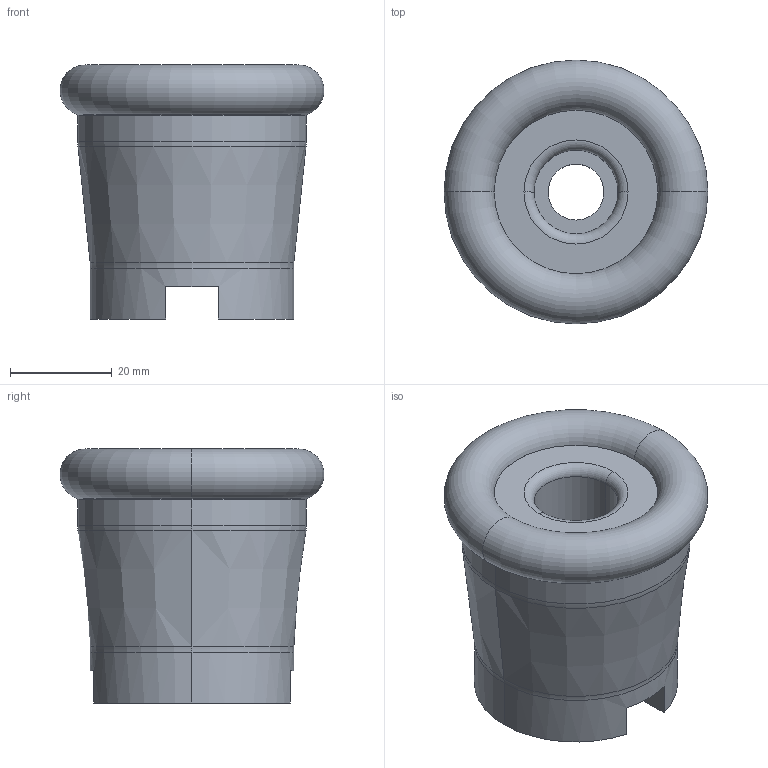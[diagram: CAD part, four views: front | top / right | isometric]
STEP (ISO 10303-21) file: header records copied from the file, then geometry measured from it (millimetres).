
FILE_DESCRIPTION (( 'STEP AP203' ), '1' );
FILE_NAME ('S808W 052 50 05 10-.STEP', '2019-04-04T09:16:18', ( '' ), ( '' ), 'SwSTEP 2.0', 'SolidWorks 2018', '' );
FILE_SCHEMA (( 'CONFIG_CONTROL_DESIGN' ));
Length unit declared in the file: millimetre
Products named in the file (1): S808W 052 50 05 10-
Bounding box: 51.97 x 51.97 x 50 mm (x, y, z)
Volume: 58480.5 mm3; surface area: 12661.6 mm2
Topology: 1 solids, 1 shells, 39 faces, 87 edges, 52 vertices
Faces by surface type: torus 14, cylinder 13, plane 10, cone 2
Entity records: 1176 total; most frequent: DIRECTION 225, CARTESIAN_POINT 179, ORIENTED_EDGE 174, AXIS2_PLACEMENT_3D 98, EDGE_CURVE 87, CIRCLE 58, VERTEX_POINT 52, EDGE_LOOP 43
